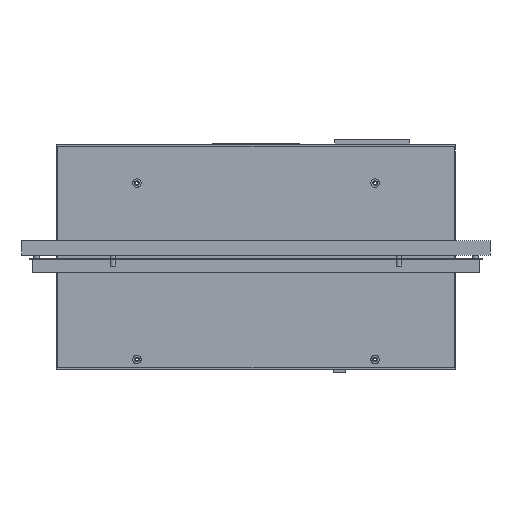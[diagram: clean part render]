
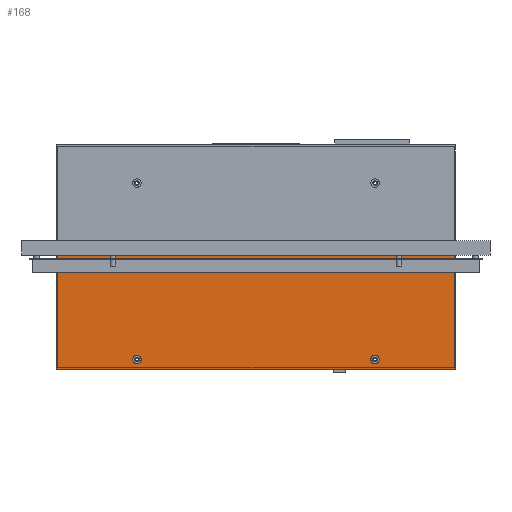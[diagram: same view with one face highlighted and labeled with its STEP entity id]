
A CAD part, front view. The second image highlights one B-rep face of the part: STEP entity #168.
In plain terms, the highlighted planar face has unit normal (0, -1, 0).
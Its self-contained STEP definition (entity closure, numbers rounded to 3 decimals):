
#168=ADVANCED_FACE('',(#1885,#1886,#1887),#1888,.T.);
#1885=FACE_OUTER_BOUND('',#5568,.T.);
#1886=FACE_BOUND('',#5569,.T.);
#1887=FACE_BOUND('',#5570,.T.);
#1888=PLANE('',#5571);
#5568=EDGE_LOOP('',(#9964,#9965,#9966,#9967));
#5569=EDGE_LOOP('',(#9968,#9969,#9970));
#5570=EDGE_LOOP('',(#9971,#9972,#9973));
#5571=AXIS2_PLACEMENT_3D('',#9974,#9975,#9976);
#9964=ORIENTED_EDGE('',*,*,#22831,.F.);
#9965=ORIENTED_EDGE('',*,*,#22832,.T.);
#9966=ORIENTED_EDGE('',*,*,#22833,.T.);
#9967=ORIENTED_EDGE('',*,*,#22834,.F.);
#9968=ORIENTED_EDGE('',*,*,#22835,.T.);
#9969=ORIENTED_EDGE('',*,*,#22202,.T.);
#9970=ORIENTED_EDGE('',*,*,#22836,.T.);
#9971=ORIENTED_EDGE('',*,*,#22837,.T.);
#9972=ORIENTED_EDGE('',*,*,#22198,.T.);
#9973=ORIENTED_EDGE('',*,*,#22838,.T.);
#9974=CARTESIAN_POINT('',(0.0,0.0,0.0));
#9975=DIRECTION('',(0.0,-1.0,0.0));
#9976=DIRECTION('',(0.0,0.0,-1.0));
#22198=EDGE_CURVE('',#26518,#26515,#26519,.T.);
#22202=EDGE_CURVE('',#26526,#26523,#26527,.T.);
#22831=EDGE_CURVE('',#27739,#27740,#27741,.T.);
#22832=EDGE_CURVE('',#27739,#27742,#27743,.T.);
#22833=EDGE_CURVE('',#27742,#27744,#27745,.T.);
#22834=EDGE_CURVE('',#27740,#27744,#27746,.T.);
#22835=EDGE_CURVE('',#27747,#26526,#27748,.T.);
#22836=EDGE_CURVE('',#26523,#27747,#27749,.T.);
#22837=EDGE_CURVE('',#27750,#26518,#27751,.T.);
#22838=EDGE_CURVE('',#26515,#27750,#27752,.T.);
#26515=VERTEX_POINT('',#33777);
#26518=VERTEX_POINT('',#33781);
#26519=CIRCLE('',#33782,4.5);
#26523=VERTEX_POINT('',#33787);
#26526=VERTEX_POINT('',#33791);
#26527=CIRCLE('',#33792,4.5);
#27739=VERTEX_POINT('',#35506);
#27740=VERTEX_POINT('',#35507);
#27741=LINE('',#35508,#35509);
#27742=VERTEX_POINT('',#35510);
#27743=LINE('',#35511,#35512);
#27744=VERTEX_POINT('',#35513);
#27745=LINE('',#35514,#35515);
#27746=LINE('',#35516,#35517);
#27747=VERTEX_POINT('',#35518);
#27748=CIRCLE('',#35519,4.5);
#27749=CIRCLE('',#35520,4.5);
#27750=VERTEX_POINT('',#35521);
#27751=CIRCLE('',#35522,4.5);
#27752=CIRCLE('',#35523,4.5);
#33777=CARTESIAN_POINT('',(88.5,0.0,10.0));
#33781=CARTESIAN_POINT('',(79.5,0.0,10.0));
#33782=AXIS2_PLACEMENT_3D('',#44744,#44745,#44746);
#33787=CARTESIAN_POINT('',(338.5,0.0,10.0));
#33791=CARTESIAN_POINT('',(329.5,0.0,10.0));
#33792=AXIS2_PLACEMENT_3D('',#44752,#44753,#44754);
#35506=CARTESIAN_POINT('',(0.0,0.,0.0));
#35507=CARTESIAN_POINT('',(0.0,0.,119.6));
#35508=CARTESIAN_POINT('',(0.0,0.,0.0));
#35509=VECTOR('',#45720,119.6);
#35510=CARTESIAN_POINT('',(418.002,0.0,0.0));
#35511=CARTESIAN_POINT('',(0.0,0.,0.0));
#35512=VECTOR('',#45721,418.002);
#35513=CARTESIAN_POINT('',(418.002,0.0,119.6));
#35514=CARTESIAN_POINT('',(418.002,0.0,0.0));
#35515=VECTOR('',#45722,119.6);
#35516=CARTESIAN_POINT('',(0.0,0.,119.6));
#35517=VECTOR('',#45723,418.002);
#35518=CARTESIAN_POINT('',(334.0,0.0,5.5));
#35519=AXIS2_PLACEMENT_3D('',#45724,#45725,#45726);
#35520=AXIS2_PLACEMENT_3D('',#45727,#45728,#45729);
#35521=CARTESIAN_POINT('',(84.0,0.0,5.5));
#35522=AXIS2_PLACEMENT_3D('',#45730,#45731,#45732);
#35523=AXIS2_PLACEMENT_3D('',#45733,#45734,#45735);
#44744=CARTESIAN_POINT('',(84.0,0.0,10.0));
#44745=DIRECTION('',(0.0,1.0,0.0));
#44746=DIRECTION('',(-1.0,0.0,0.0));
#44752=CARTESIAN_POINT('',(334.0,0.0,10.0));
#44753=DIRECTION('',(0.0,1.0,0.0));
#44754=DIRECTION('',(-1.0,0.0,0.));
#45720=DIRECTION('',(0.0,0.0,1.0));
#45721=DIRECTION('',(1.0,0.0,0.0));
#45722=DIRECTION('',(0.0,0.0,1.0));
#45723=DIRECTION('',(1.0,0.0,0.0));
#45724=CARTESIAN_POINT('',(334.0,0.0,10.0));
#45725=DIRECTION('',(0.0,1.0,0.0));
#45726=DIRECTION('',(0.0,0.0,-1.0));
#45727=CARTESIAN_POINT('',(334.0,0.0,10.0));
#45728=DIRECTION('',(0.0,1.0,0.0));
#45729=DIRECTION('',(-1.0,0.0,0.));
#45730=CARTESIAN_POINT('',(84.0,0.0,10.0));
#45731=DIRECTION('',(0.0,1.0,0.0));
#45732=DIRECTION('',(0.0,0.0,-1.0));
#45733=CARTESIAN_POINT('',(84.0,0.0,10.0));
#45734=DIRECTION('',(0.0,1.0,0.0));
#45735=DIRECTION('',(-1.0,0.0,0.0));
